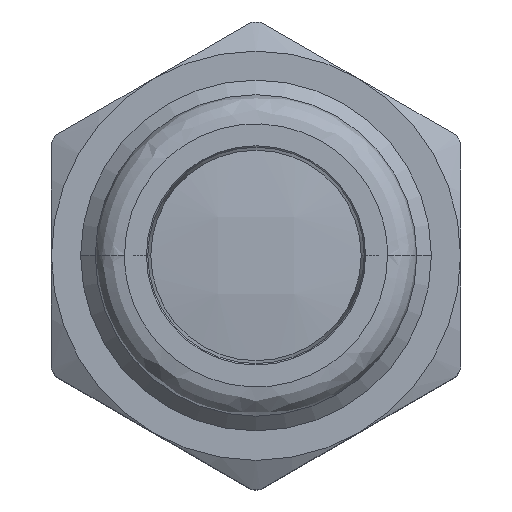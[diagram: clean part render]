
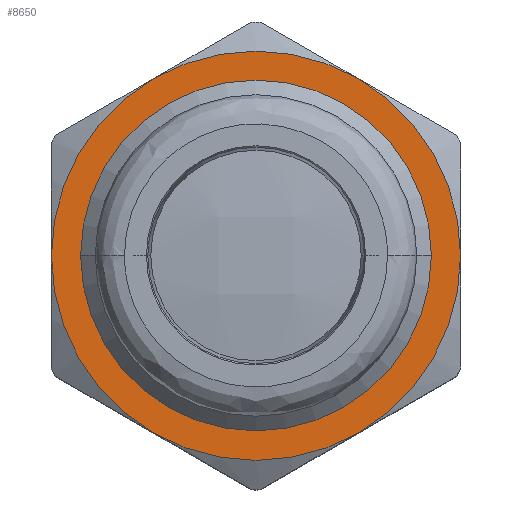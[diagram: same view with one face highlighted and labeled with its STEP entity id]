
A CAD part, top view. The second image highlights one B-rep face of the part: STEP entity #8650.
In plain terms, the highlighted planar face has unit normal (0, 0, 1).
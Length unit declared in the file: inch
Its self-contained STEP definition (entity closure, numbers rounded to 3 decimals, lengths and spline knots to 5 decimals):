
#98 = CARTESIAN_POINT ( 'NONE',  ( 0., 0., 0.21654 ) ) ;
#186 = DIRECTION ( 'NONE',  ( 1., 0., 0. ) ) ;
#207 = EDGE_CURVE ( 'NONE', #4324, #8517, #6388, .T. ) ;
#327 = CARTESIAN_POINT ( 'NONE',  ( 0., 0., 0.21654 ) ) ;
#439 = CARTESIAN_POINT ( 'NONE',  ( 0., 0., 0.21654 ) ) ;
#459 = VERTEX_POINT ( 'NONE', #5765 ) ;
#463 = EDGE_CURVE ( 'NONE', #3683, #6104, #5371, .T. ) ;
#548 = CARTESIAN_POINT ( 'NONE',  ( 0.27559, 0., 0.21654 ) ) ;
#604 = AXIS2_PLACEMENT_3D ( 'NONE', #2646, #3979, #6929 ) ;
#1049 = EDGE_LOOP ( 'NONE', ( #3054, #6266 ) ) ;
#1092 = DIRECTION ( 'NONE',  ( 0., 0., -1. ) ) ;
#1292 = VERTEX_POINT ( 'NONE', #6650 ) ;
#1795 = DIRECTION ( 'NONE',  ( -1., 0., 0. ) ) ;
#2046 = AXIS2_PLACEMENT_3D ( 'NONE', #2375, #1092, #6698 ) ;
#2154 = EDGE_LOOP ( 'NONE', ( #6093, #7204, #7542, #8701, #6739, #5100 ) ) ;
#2375 = CARTESIAN_POINT ( 'NONE',  ( 0., 0.27559, 0.21654 ) ) ;
#2475 = CARTESIAN_POINT ( 'NONE',  ( 0., 0., 0.21654 ) ) ;
#2582 = AXIS2_PLACEMENT_3D ( 'NONE', #2941, #5737, #5046 ) ;
#2646 = CARTESIAN_POINT ( 'NONE',  ( 0., 0., 0.21654 ) ) ;
#2650 = CIRCLE ( 'NONE', #7755, 0.27559 ) ;
#2836 = EDGE_CURVE ( 'NONE', #6104, #4324, #3413, .T. ) ;
#2873 = FACE_BOUND ( 'NONE', #1049, .T. ) ;
#2941 = CARTESIAN_POINT ( 'NONE',  ( 0., 0., 0.21654 ) ) ;
#3054 = ORIENTED_EDGE ( 'NONE', *, *, #4590, .T. ) ;
#3190 = DIRECTION ( 'NONE',  ( 0., 0., -1. ) ) ;
#3370 = CIRCLE ( 'NONE', #5713, 0.23228 ) ;
#3409 = DIRECTION ( 'NONE',  ( 0., 0., -1. ) ) ;
#3413 = CIRCLE ( 'NONE', #8545, 0.27559 ) ;
#3414 = CARTESIAN_POINT ( 'NONE',  ( 0.23228, 0., 0.21654 ) ) ;
#3587 = DIRECTION ( 'NONE',  ( 0., 0., -1. ) ) ;
#3661 = CARTESIAN_POINT ( 'NONE',  ( 0.1378, 0.23867, 0.21654 ) ) ;
#3683 = VERTEX_POINT ( 'NONE', #6432 ) ;
#3792 = VERTEX_POINT ( 'NONE', #548 ) ;
#3814 = CIRCLE ( 'NONE', #8469, 0.27559 ) ;
#3842 = PLANE ( 'NONE',  #2046 ) ;
#3979 = DIRECTION ( 'NONE',  ( 0., 0., -1. ) ) ;
#4324 = VERTEX_POINT ( 'NONE', #5155 ) ;
#4590 = EDGE_CURVE ( 'NONE', #6434, #459, #8130, .T. ) ;
#4653 = CARTESIAN_POINT ( 'NONE',  ( 0., 0., 0.21654 ) ) ;
#4987 = CIRCLE ( 'NONE', #604, 0.27559 ) ;
#4989 = DIRECTION ( 'NONE',  ( 0., 0., -1. ) ) ;
#5046 = DIRECTION ( 'NONE',  ( 1., 0., 0. ) ) ;
#5100 = ORIENTED_EDGE ( 'NONE', *, *, #2836, .F. ) ;
#5155 = CARTESIAN_POINT ( 'NONE',  ( -0.1378, 0.23867, 0.21654 ) ) ;
#5175 = CARTESIAN_POINT ( 'NONE',  ( 0., 0., 0.21654 ) ) ;
#5371 = CIRCLE ( 'NONE', #5963, 0.27559 ) ;
#5713 = AXIS2_PLACEMENT_3D ( 'NONE', #5175, #4989, #186 ) ;
#5726 = CARTESIAN_POINT ( 'NONE',  ( -0.27559, 0., 0.21654 ) ) ;
#5737 = DIRECTION ( 'NONE',  ( 0., 0., -1. ) ) ;
#5765 = CARTESIAN_POINT ( 'NONE',  ( -0.23228, 0., 0.21654 ) ) ;
#5963 = AXIS2_PLACEMENT_3D ( 'NONE', #327, #7767, #8508 ) ;
#6093 = ORIENTED_EDGE ( 'NONE', *, *, #463, .F. ) ;
#6104 = VERTEX_POINT ( 'NONE', #5726 ) ;
#6177 = EDGE_CURVE ( 'NONE', #3792, #1292, #3814, .T. ) ;
#6266 = ORIENTED_EDGE ( 'NONE', *, *, #8112, .T. ) ;
#6369 = DIRECTION ( 'NONE',  ( -1., 0., 0. ) ) ;
#6388 = CIRCLE ( 'NONE', #8285, 0.27559 ) ;
#6432 = CARTESIAN_POINT ( 'NONE',  ( -0.1378, -0.23867, 0.21654 ) ) ;
#6434 = VERTEX_POINT ( 'NONE', #3414 ) ;
#6650 = CARTESIAN_POINT ( 'NONE',  ( 0.1378, -0.23867, 0.21654 ) ) ;
#6698 = DIRECTION ( 'NONE',  ( -1., 0., 0. ) ) ;
#6718 = DIRECTION ( 'NONE',  ( 0., 0., -1. ) ) ;
#6739 = ORIENTED_EDGE ( 'NONE', *, *, #207, .F. ) ;
#6742 = DIRECTION ( 'NONE',  ( -1., 0., 0. ) ) ;
#6929 = DIRECTION ( 'NONE',  ( -1., 0., 0. ) ) ;
#7204 = ORIENTED_EDGE ( 'NONE', *, *, #7759, .F. ) ;
#7343 = FACE_OUTER_BOUND ( 'NONE', #2154, .T. ) ;
#7439 = EDGE_CURVE ( 'NONE', #8517, #3792, #4987, .T. ) ;
#7542 = ORIENTED_EDGE ( 'NONE', *, *, #6177, .F. ) ;
#7755 = AXIS2_PLACEMENT_3D ( 'NONE', #98, #3587, #6742 ) ;
#7759 = EDGE_CURVE ( 'NONE', #1292, #3683, #2650, .T. ) ;
#7767 = DIRECTION ( 'NONE',  ( 0., 0., -1. ) ) ;
#8112 = EDGE_CURVE ( 'NONE', #459, #6434, #3370, .T. ) ;
#8130 = CIRCLE ( 'NONE', #2582, 0.23228 ) ;
#8160 = DIRECTION ( 'NONE',  ( -1., 0., 0. ) ) ;
#8285 = AXIS2_PLACEMENT_3D ( 'NONE', #2475, #6718, #1795 ) ;
#8469 = AXIS2_PLACEMENT_3D ( 'NONE', #4653, #3190, #8160 ) ;
#8508 = DIRECTION ( 'NONE',  ( -1., 0., 0. ) ) ;
#8517 = VERTEX_POINT ( 'NONE', #3661 ) ;
#8545 = AXIS2_PLACEMENT_3D ( 'NONE', #439, #3409, #6369 ) ;
#8650 = ADVANCED_FACE ( 'NONE', ( #2873, #7343 ), #3842, .F. ) ;
#8701 = ORIENTED_EDGE ( 'NONE', *, *, #7439, .F. ) ;
